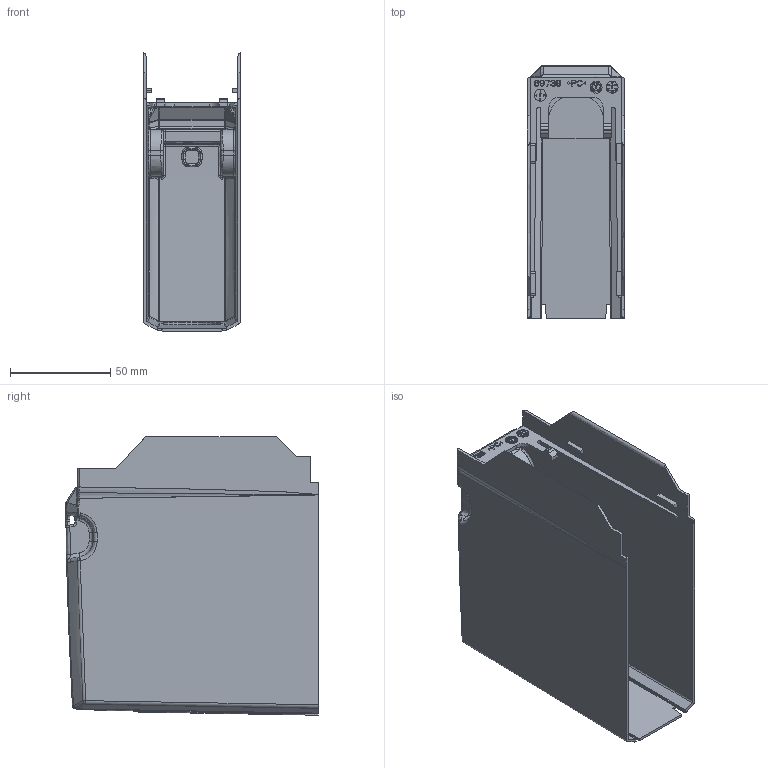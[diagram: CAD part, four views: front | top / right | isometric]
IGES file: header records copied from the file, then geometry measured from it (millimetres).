
Start section:  PTC IGES file: OTDCS400FG1.igs
Global section: file name: 56HOTDCS400FG1.igs; native system:  by PTC Inc.; preprocessor: 2019224; organization: Unknown; date: 20200504.085318; units: metre
Bounding box: 48.5 x 125.98 x 139 mm (x, y, z)
Surface area: 87736.9 mm2 (no closed solid volume)
Topology: 0 solids, 0 shells, 1723 faces, 10841 edges, 12205 vertices
Faces by surface type: bspline 1546, revolution 177
